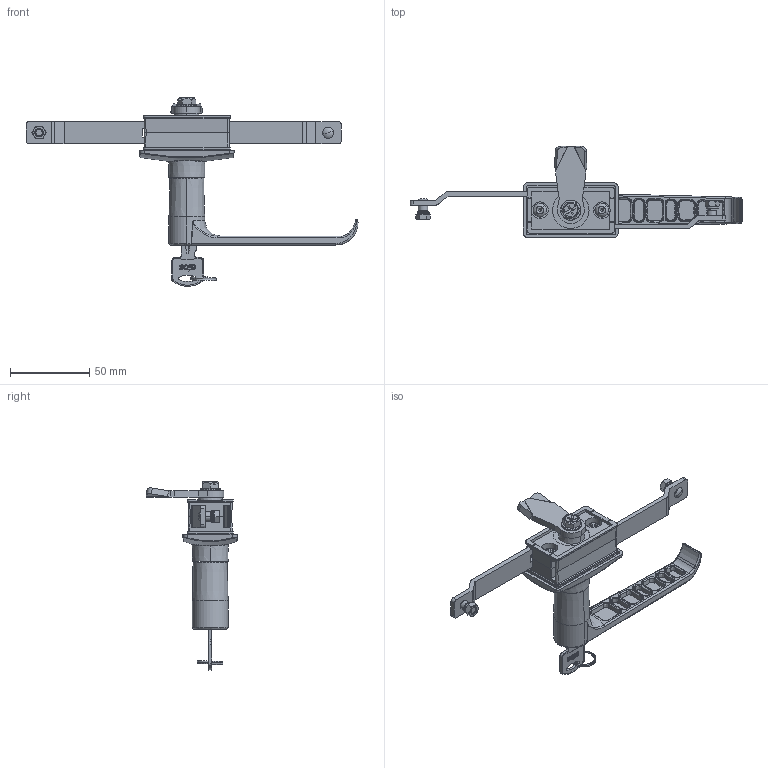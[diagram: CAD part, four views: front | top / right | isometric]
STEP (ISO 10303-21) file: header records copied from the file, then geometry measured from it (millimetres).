
FILE_DESCRIPTION (( 'STEP AP203' ), '1' );
FILE_NAME ('KI138.2.312.20.Z.V.STEP', '2022-08-26T05:06:23', ( '' ), ( '' ), 'SwSTEP 2.0', 'SolidWorks 2021', '' );
FILE_SCHEMA (( 'CONFIG_CONTROL_DESIGN' ));
Length unit declared in the file: millimetre
Products named in the file (1): KI138.2.312.20.Z.V
Bounding box: 209.07 x 57.66 x 118.65 mm (x, y, z)
Surface area: 34831.1 mm2 (no closed solid volume)
Topology: 0 solids, 31 shells, 646 faces, 2139 edges, 1495 vertices
Faces by surface type: plane 244, bspline 176, cylinder 148, cone 52, torus 26
Entity records: 33906 total; most frequent: CARTESIAN_POINT 17442, ORIENTED_EDGE 3551, DIRECTION 2726, EDGE_CURVE 2129, VERTEX_POINT 1495, AXIS2_PLACEMENT_3D 913, VECTOR 900, LINE 900
